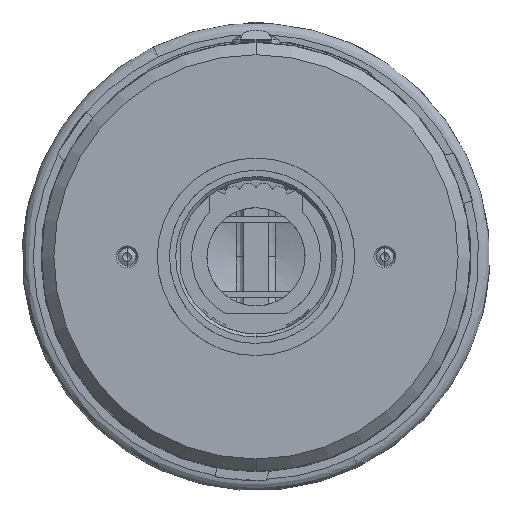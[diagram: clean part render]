
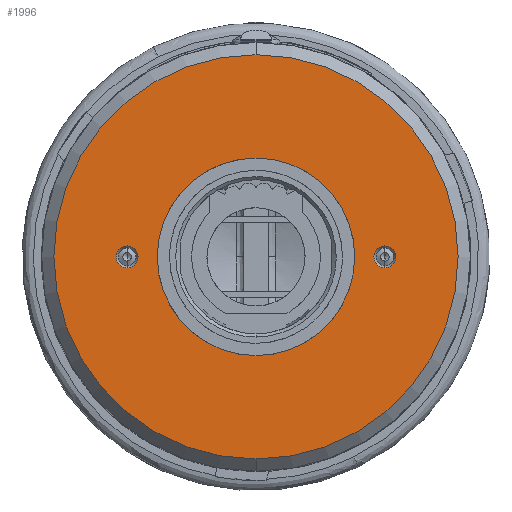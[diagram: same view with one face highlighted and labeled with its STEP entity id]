
A CAD part, front view. The second image highlights one B-rep face of the part: STEP entity #1996.
In plain terms, the highlighted planar face has unit normal (0, -1, 0).
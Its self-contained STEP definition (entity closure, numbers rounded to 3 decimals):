
#1996=ADVANCED_FACE('NONE',(#4956,#4957,#4958,#4959),#4960,.T.);
#4956=FACE_OUTER_BOUND('',#9400,.T.);
#4957=FACE_BOUND('',#9401,.T.);
#4958=FACE_BOUND('',#9402,.T.);
#4959=FACE_BOUND('',#9403,.T.);
#4960=PLANE('',#9404);
#9400=EDGE_LOOP('',(#19251,#19252));
#9401=EDGE_LOOP('',(#19253,#19254));
#9402=EDGE_LOOP('',(#19255,#19256));
#9403=EDGE_LOOP('',(#19257,#19258));
#9404=AXIS2_PLACEMENT_3D('',#19259,#19260,#19261);
#19251=ORIENTED_EDGE('',*,*,#28583,.F.);
#19252=ORIENTED_EDGE('',*,*,#29858,.F.);
#19253=ORIENTED_EDGE('',*,*,#29936,.T.);
#19254=ORIENTED_EDGE('',*,*,#28610,.T.);
#19255=ORIENTED_EDGE('',*,*,#28618,.T.);
#19256=ORIENTED_EDGE('',*,*,#29937,.T.);
#19257=ORIENTED_EDGE('',*,*,#28623,.T.);
#19258=ORIENTED_EDGE('',*,*,#29938,.T.);
#19259=CARTESIAN_POINT('',(0.0,-61.0,0.0));
#19260=DIRECTION('',(0.0,-1.0,0.0));
#19261=DIRECTION('',(0.0,0.0,-1.0));
#28583=EDGE_CURVE('NONE',#33937,#33938,#33939,.T.);
#28610=EDGE_CURVE('NONE',#33982,#33983,#33984,.T.);
#28618=EDGE_CURVE('NONE',#33998,#33996,#33999,.T.);
#28623=EDGE_CURVE('NONE',#34007,#34005,#34008,.T.);
#29858=EDGE_CURVE('NONE',#33938,#33937,#36055,.T.);
#29936=EDGE_CURVE('NONE',#33983,#33982,#36173,.T.);
#29937=EDGE_CURVE('NONE',#33996,#33998,#36174,.T.);
#29938=EDGE_CURVE('NONE',#34005,#34007,#36175,.T.);
#33937=VERTEX_POINT('NONE',#43336);
#33938=VERTEX_POINT('NONE',#43337);
#33939=CIRCLE('',#43338,32.95);
#33982=VERTEX_POINT('NONE',#43471);
#33983=VERTEX_POINT('NONE',#43472);
#33984=CIRCLE('',#43473,16.1);
#33996=VERTEX_POINT('NONE',#43589);
#33998=VERTEX_POINT('NONE',#43592);
#33999=CIRCLE('',#43593,1.769);
#34005=VERTEX_POINT('NONE',#43600);
#34007=VERTEX_POINT('NONE',#43603);
#34008=CIRCLE('',#43604,1.769);
#36055=CIRCLE('',#49668,32.95);
#36173=CIRCLE('',#49949,16.1);
#36174=CIRCLE('',#49950,1.769);
#36175=CIRCLE('',#49951,1.769);
#43336=CARTESIAN_POINT('',(0.0,-61.,32.95));
#43337=CARTESIAN_POINT('',(0.,-61.,-32.95));
#43338=AXIS2_PLACEMENT_3D('',#63941,#63942,#63943);
#43471=CARTESIAN_POINT('',(0.,-61.0,-16.1));
#43472=CARTESIAN_POINT('',(0.0,-61.0,16.1));
#43473=AXIS2_PLACEMENT_3D('',#63974,#63975,#63976);
#43589=CARTESIAN_POINT('',(-21.0,-61.,1.769));
#43592=CARTESIAN_POINT('',(-21.0,-61.,-1.769));
#43593=AXIS2_PLACEMENT_3D('',#63983,#63984,#63985);
#43600=CARTESIAN_POINT('',(21.0,-61.,1.769));
#43603=CARTESIAN_POINT('',(21.0,-61.,-1.769));
#43604=AXIS2_PLACEMENT_3D('',#63991,#63992,#63993);
#49668=AXIS2_PLACEMENT_3D('',#65015,#65016,#65017);
#49949=AXIS2_PLACEMENT_3D('',#65089,#65090,#65091);
#49950=AXIS2_PLACEMENT_3D('',#65092,#65093,#65094);
#49951=AXIS2_PLACEMENT_3D('',#65095,#65096,#65097);
#63941=CARTESIAN_POINT('',(0.0,-61.,0.0));
#63942=DIRECTION('',(0.0,1.0,0.0));
#63943=DIRECTION('',(0.0,0.0,1.0));
#63974=CARTESIAN_POINT('',(0.0,-61.0,0.0));
#63975=DIRECTION('',(0.0,1.0,0.0));
#63976=DIRECTION('',(0.0,0.0,1.0));
#63983=CARTESIAN_POINT('',(-21.0,-61.,0.));
#63984=DIRECTION('',(-0.0,1.0,0.));
#63985=DIRECTION('',(0.0,0.,-1.0));
#63991=CARTESIAN_POINT('',(21.0,-61.,0.));
#63992=DIRECTION('',(0.0,1.0,0.));
#63993=DIRECTION('',(0.0,0.,-1.0));
#65015=CARTESIAN_POINT('',(0.0,-61.,0.0));
#65016=DIRECTION('',(0.0,1.0,0.0));
#65017=DIRECTION('',(0.0,0.0,1.0));
#65089=CARTESIAN_POINT('',(0.0,-61.0,0.0));
#65090=DIRECTION('',(0.0,1.0,0.0));
#65091=DIRECTION('',(0.0,0.0,1.0));
#65092=CARTESIAN_POINT('',(-21.0,-61.,0.));
#65093=DIRECTION('',(-0.0,1.0,0.));
#65094=DIRECTION('',(0.0,0.,-1.0));
#65095=CARTESIAN_POINT('',(21.0,-61.,0.));
#65096=DIRECTION('',(0.0,1.0,0.));
#65097=DIRECTION('',(0.0,0.,-1.0));
